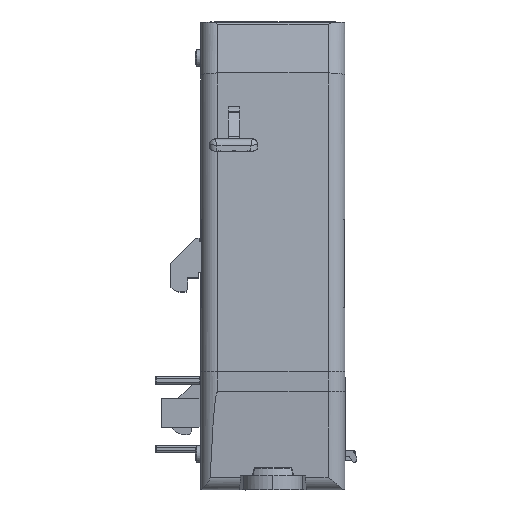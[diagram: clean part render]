
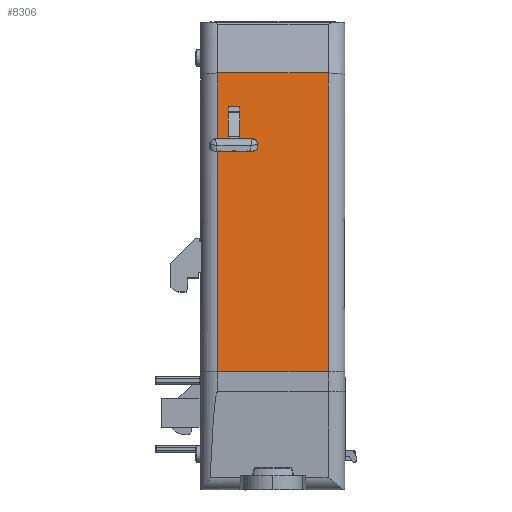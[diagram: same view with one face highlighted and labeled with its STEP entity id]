
A CAD part, front view. The second image highlights one B-rep face of the part: STEP entity #8306.
In plain terms, the highlighted planar face has unit normal (0, -0.999, 0.044).
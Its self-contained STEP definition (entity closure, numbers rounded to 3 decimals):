
#8306 = ADVANCED_FACE ( 'NONE', ( #120481, #123977 ), #61227, .T. ) ;
#8717 = LINE ( 'NONE', #158892, #131617 ) ;
#8959 = VERTEX_POINT ( 'NONE', #132933 ) ;
#10243 = CARTESIAN_POINT ( 'NONE',  ( 16.139, -44.698, -19.441 ) ) ;
#11849 = VECTOR ( 'NONE', #31814, 1000. ) ;
#12629 = VECTOR ( 'NONE', #144060, 1000. ) ;
#16722 = CARTESIAN_POINT ( 'NONE',  ( 13.164, -48.917, -116.067 ) ) ;
#19367 = CARTESIAN_POINT ( 'NONE',  ( -6.286, -46.438, -59.297 ) ) ;
#23423 = ORIENTED_EDGE ( 'NONE', *, *, #174629, .T. ) ;
#30477 = VERTEX_POINT ( 'NONE', #73544 ) ;
#30796 = VECTOR ( 'NONE', #147597, 1000. ) ;
#30862 = EDGE_CURVE ( 'NONE', #156160, #99860, #8717, .T. ) ;
#31781 = CARTESIAN_POINT ( 'NONE',  ( -4.446, -44.393, -12.459 ) ) ;
#31814 = DIRECTION ( 'NONE',  ( 0., -0.044, -0.999 ) ) ;
#37273 = DIRECTION ( 'NONE',  ( -1., 0., 0. ) ) ;
#38401 = VECTOR ( 'NONE', #105778, 1000. ) ;
#38767 = VERTEX_POINT ( 'NONE', #78364 ) ;
#38976 = VECTOR ( 'NONE', #112181, 1000. ) ;
#49656 = LINE ( 'NONE', #103612, #90392 ) ;
#57716 = DIRECTION ( 'NONE',  ( 0., -0.999, 0.044 ) ) ;
#59189 = LINE ( 'NONE', #19367, #38976 ) ;
#61227 = PLANE ( 'NONE',  #119476 ) ;
#63186 = ORIENTED_EDGE ( 'NONE', *, *, #66207, .F. ) ;
#63329 = LINE ( 'NONE', #10243, #38401 ) ;
#63494 = LINE ( 'NONE', #105953, #127609 ) ;
#63612 = LINE ( 'NONE', #117484, #12629 ) ;
#66207 = EDGE_CURVE ( 'NONE', #30477, #139135, #49656, .T. ) ;
#70062 = CARTESIAN_POINT ( 'NONE',  ( -6.286, -46.438, -59.297 ) ) ;
#73362 = EDGE_CURVE ( 'NONE', #38767, #139135, #59189, .T. ) ;
#73544 = CARTESIAN_POINT ( 'NONE',  ( 13.164, -46.438, -59.297 ) ) ;
#77840 = EDGE_LOOP ( 'NONE', ( #130899, #169455, #82487, #164434 ) ) ;
#78364 = CARTESIAN_POINT ( 'NONE',  ( -6.286, -44.138, -6.618 ) ) ;
#78579 = DIRECTION ( 'NONE',  ( -1., 0., 0. ) ) ;
#80397 = ORIENTED_EDGE ( 'NONE', *, *, #73362, .T. ) ;
#82487 = ORIENTED_EDGE ( 'NONE', *, *, #125251, .F. ) ;
#86134 = EDGE_CURVE ( 'NONE', #161164, #99860, #63494, .T. ) ;
#90392 = VECTOR ( 'NONE', #37273, 1000. ) ;
#95233 = CARTESIAN_POINT ( 'NONE',  ( -2.446, -44.393, -12.459 ) ) ;
#96394 = EDGE_CURVE ( 'NONE', #30477, #105162, #123649, .T. ) ;
#99860 = VERTEX_POINT ( 'NONE', #31781 ) ;
#103612 = CARTESIAN_POINT ( 'NONE',  ( 16.139, -46.438, -59.297 ) ) ;
#104173 = DIRECTION ( 'NONE',  ( 0., 0.044, 0.999 ) ) ;
#105162 = VERTEX_POINT ( 'NONE', #162954 ) ;
#105778 = DIRECTION ( 'NONE',  ( 1., 0., 0. ) ) ;
#105953 = CARTESIAN_POINT ( 'NONE',  ( -4.446, -48.917, -116.067 ) ) ;
#109236 = CARTESIAN_POINT ( 'NONE',  ( -4.446, -44.698, -19.441 ) ) ;
#112181 = DIRECTION ( 'NONE',  ( 0., -0.044, -0.999 ) ) ;
#117484 = CARTESIAN_POINT ( 'NONE',  ( 16.139, -44.138, -6.618 ) ) ;
#119476 = AXIS2_PLACEMENT_3D ( 'NONE', #139843, #57716, #124841 ) ;
#120481 = FACE_OUTER_BOUND ( 'NONE', #142078, .T. ) ;
#123649 = LINE ( 'NONE', #16722, #30796 ) ;
#123977 = FACE_BOUND ( 'NONE', #77840, .T. ) ;
#124841 = DIRECTION ( 'NONE',  ( 0., -0.044, -0.999 ) ) ;
#125251 = EDGE_CURVE ( 'NONE', #161164, #8959, #63329, .T. ) ;
#127609 = VECTOR ( 'NONE', #104173, 1000. ) ;
#130899 = ORIENTED_EDGE ( 'NONE', *, *, #30862, .F. ) ;
#131617 = VECTOR ( 'NONE', #78579, 1000. ) ;
#132933 = CARTESIAN_POINT ( 'NONE',  ( -2.446, -44.698, -19.441 ) ) ;
#134503 = ORIENTED_EDGE ( 'NONE', *, *, #96394, .T. ) ;
#136977 = CARTESIAN_POINT ( 'NONE',  ( -2.446, -48.917, -116.067 ) ) ;
#139135 = VERTEX_POINT ( 'NONE', #70062 ) ;
#139843 = CARTESIAN_POINT ( 'NONE',  ( 16.139, -48.917, -116.067 ) ) ;
#142078 = EDGE_LOOP ( 'NONE', ( #63186, #134503, #23423, #80397 ) ) ;
#144060 = DIRECTION ( 'NONE',  ( -1., 0., 0. ) ) ;
#147597 = DIRECTION ( 'NONE',  ( 0., 0.044, 0.999 ) ) ;
#156160 = VERTEX_POINT ( 'NONE', #95233 ) ;
#158892 = CARTESIAN_POINT ( 'NONE',  ( -3.446, -44.393, -12.459 ) ) ;
#161164 = VERTEX_POINT ( 'NONE', #109236 ) ;
#162824 = EDGE_CURVE ( 'NONE', #156160, #8959, #166126, .T. ) ;
#162954 = CARTESIAN_POINT ( 'NONE',  ( 13.164, -44.138, -6.618 ) ) ;
#164434 = ORIENTED_EDGE ( 'NONE', *, *, #86134, .T. ) ;
#166126 = LINE ( 'NONE', #136977, #11849 ) ;
#169455 = ORIENTED_EDGE ( 'NONE', *, *, #162824, .T. ) ;
#174629 = EDGE_CURVE ( 'NONE', #105162, #38767, #63612, .T. ) ;
